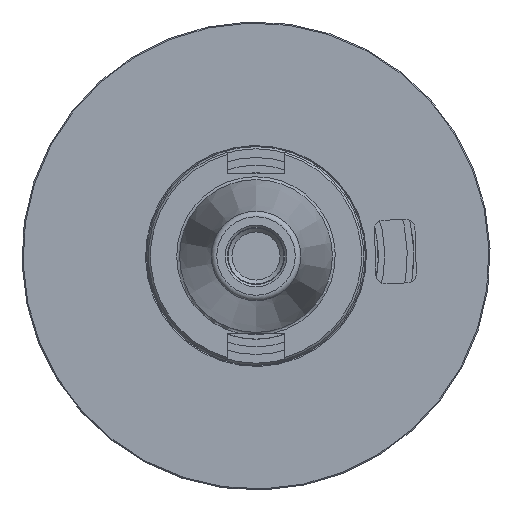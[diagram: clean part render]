
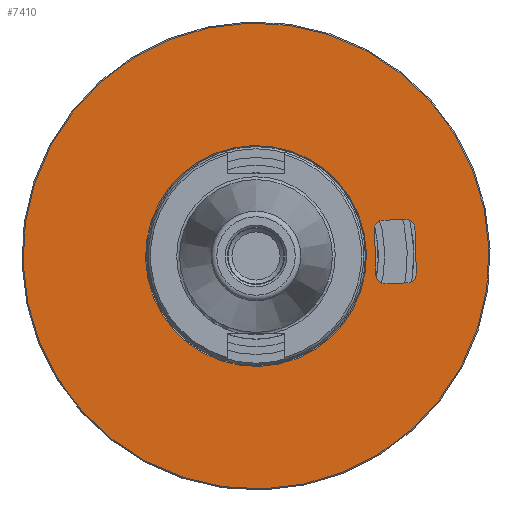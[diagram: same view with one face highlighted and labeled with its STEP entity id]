
A CAD part, left-side view. The second image highlights one B-rep face of the part: STEP entity #7410.
In plain terms, the highlighted planar face has unit normal (-1, 0, 0).
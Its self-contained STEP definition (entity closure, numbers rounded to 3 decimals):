
#197=FACE_BOUND('',#1020,.T.);
#198=FACE_BOUND('',#1021,.T.);
#542=FACE_OUTER_BOUND('',#1019,.T.);
#1019=EDGE_LOOP('',(#5201));
#1020=EDGE_LOOP('',(#5202));
#1021=EDGE_LOOP('',(#5203,#5204,#5205,#5206,#5207,#5208,#5209,#5210));
#1558=CIRCLE('',#8043,106.5);
#1559=CIRCLE('',#8045,50.5);
#1560=CIRCLE('',#8046,4.);
#1561=CIRCLE('',#8047,4.);
#1562=CIRCLE('',#8048,4.);
#1563=CIRCLE('',#8049,4.);
#1955=LINE('',#11502,#2455);
#1956=LINE('',#11506,#2456);
#1957=LINE('',#11510,#2457);
#1958=LINE('',#11514,#2458);
#2455=VECTOR('',#9192,10.5);
#2456=VECTOR('',#9195,21.);
#2457=VECTOR('',#9198,10.5);
#2458=VECTOR('',#9201,21.);
#3111=VERTEX_POINT('',#11494);
#3112=VERTEX_POINT('',#11498);
#3113=VERTEX_POINT('',#11500);
#3114=VERTEX_POINT('',#11501);
#3115=VERTEX_POINT('',#11503);
#3116=VERTEX_POINT('',#11505);
#3117=VERTEX_POINT('',#11507);
#3118=VERTEX_POINT('',#11509);
#3119=VERTEX_POINT('',#11511);
#3120=VERTEX_POINT('',#11513);
#3893=EDGE_CURVE('',#3111,#3111,#1558,.T.);
#3894=EDGE_CURVE('',#3112,#3112,#1559,.T.);
#3895=EDGE_CURVE('',#3113,#3114,#1955,.T.);
#3896=EDGE_CURVE('',#3113,#3115,#1560,.T.);
#3897=EDGE_CURVE('',#3116,#3115,#1956,.T.);
#3898=EDGE_CURVE('',#3116,#3117,#1561,.T.);
#3899=EDGE_CURVE('',#3118,#3117,#1957,.T.);
#3900=EDGE_CURVE('',#3118,#3119,#1562,.T.);
#3901=EDGE_CURVE('',#3120,#3119,#1958,.T.);
#3902=EDGE_CURVE('',#3120,#3114,#1563,.T.);
#5201=ORIENTED_EDGE('',*,*,#3893,.F.);
#5202=ORIENTED_EDGE('',*,*,#3894,.T.);
#5203=ORIENTED_EDGE('',*,*,#3895,.F.);
#5204=ORIENTED_EDGE('',*,*,#3896,.T.);
#5205=ORIENTED_EDGE('',*,*,#3897,.F.);
#5206=ORIENTED_EDGE('',*,*,#3898,.T.);
#5207=ORIENTED_EDGE('',*,*,#3899,.F.);
#5208=ORIENTED_EDGE('',*,*,#3900,.T.);
#5209=ORIENTED_EDGE('',*,*,#3901,.F.);
#5210=ORIENTED_EDGE('',*,*,#3902,.T.);
#7170=PLANE('',#8044);
#7410=ADVANCED_FACE('',(#542,#197,#198),#7170,.T.);
#8043=AXIS2_PLACEMENT_3D('',#11496,#9186,#9187);
#8044=AXIS2_PLACEMENT_3D('',#11497,#9188,#9189);
#8045=AXIS2_PLACEMENT_3D('',#11499,#9190,#9191);
#8046=AXIS2_PLACEMENT_3D('',#11504,#9193,#9194);
#8047=AXIS2_PLACEMENT_3D('',#11508,#9196,#9197);
#8048=AXIS2_PLACEMENT_3D('',#11512,#9199,#9200);
#8049=AXIS2_PLACEMENT_3D('',#11515,#9202,#9203);
#9186=DIRECTION('center_axis',(1.,0.,0.));
#9187=DIRECTION('ref_axis',(0.,1.,0.));
#9188=DIRECTION('center_axis',(-1.,0.,0.));
#9189=DIRECTION('ref_axis',(0.,0.,1.));
#9190=DIRECTION('center_axis',(1.,0.,0.));
#9191=DIRECTION('ref_axis',(0.,0.,-1.));
#9192=DIRECTION('',(0.,-1.,0.));
#9193=DIRECTION('center_axis',(1.,0.,0.));
#9194=DIRECTION('ref_axis',(0.,0.,-1.));
#9195=DIRECTION('',(0.,0.,-1.));
#9196=DIRECTION('center_axis',(1.,0.,0.));
#9197=DIRECTION('ref_axis',(0.,1.,0.));
#9198=DIRECTION('',(0.,1.,0.));
#9199=DIRECTION('center_axis',(1.,0.,0.));
#9200=DIRECTION('ref_axis',(0.,0.,1.));
#9201=DIRECTION('',(0.,0.,1.));
#9202=DIRECTION('center_axis',(1.,0.,0.));
#9203=DIRECTION('ref_axis',(0.,-1.,0.));
#11494=CARTESIAN_POINT('',(9.,0.,106.5));
#11496=CARTESIAN_POINT('Origin',(9.,0.,0.));
#11497=CARTESIAN_POINT('Origin',(9.,43.625,0.));
#11498=CARTESIAN_POINT('',(9.,0.,50.5));
#11499=CARTESIAN_POINT('Origin',(9.,0.,0.));
#11500=CARTESIAN_POINT('',(9.,-58.5,-14.5));
#11501=CARTESIAN_POINT('',(9.,-69.,-14.5));
#11502=CARTESIAN_POINT('',(9.,-58.5,-14.5));
#11503=CARTESIAN_POINT('',(9.,-54.5,-10.5));
#11504=CARTESIAN_POINT('Origin',(9.,-58.5,-10.5));
#11505=CARTESIAN_POINT('',(9.,-54.5,10.5));
#11506=CARTESIAN_POINT('',(9.,-54.5,10.5));
#11507=CARTESIAN_POINT('',(9.,-58.5,14.5));
#11508=CARTESIAN_POINT('Origin',(9.,-58.5,10.5));
#11509=CARTESIAN_POINT('',(9.,-69.,14.5));
#11510=CARTESIAN_POINT('',(9.,-69.,14.5));
#11511=CARTESIAN_POINT('',(9.,-73.,10.5));
#11512=CARTESIAN_POINT('Origin',(9.,-69.,10.5));
#11513=CARTESIAN_POINT('',(9.,-73.,-10.5));
#11514=CARTESIAN_POINT('',(9.,-73.,-10.5));
#11515=CARTESIAN_POINT('Origin',(9.,-69.,-10.5));
